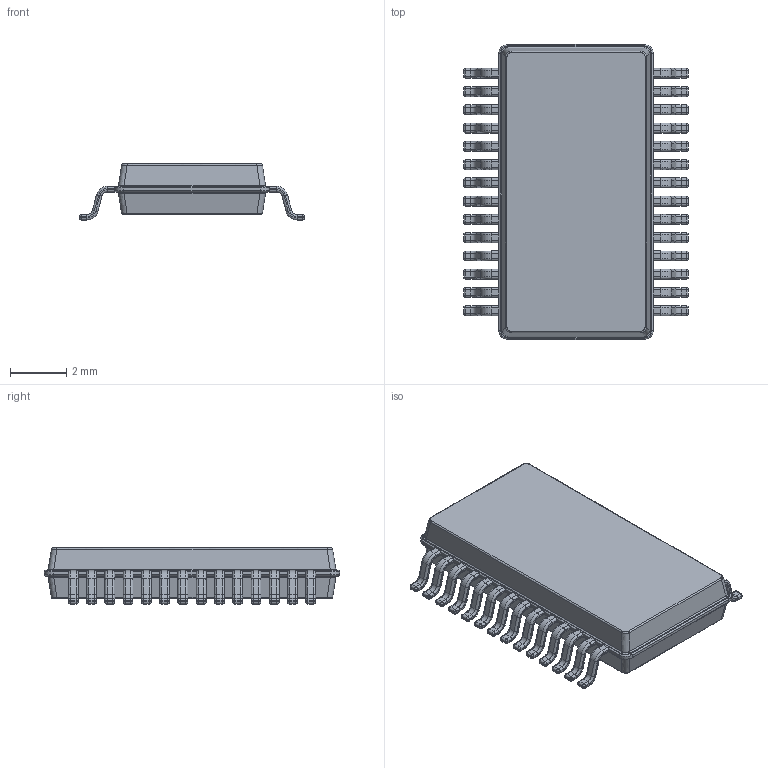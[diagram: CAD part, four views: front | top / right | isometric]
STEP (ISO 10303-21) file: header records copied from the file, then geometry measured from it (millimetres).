
FILE_DESCRIPTION(('FreeCAD Model'),'2;1');
FILE_NAME('Open CASCADE Shape Model','2023-08-13T15:33:28',(''),(''), 'Open CASCADE STEP processor 7.6','FreeCAD','Unknown');
FILE_SCHEMA(('AUTOMOTIVE_DESIGN { 1 0 10303 214 1 1 1 1 }'));
Length unit declared in the file: millimetre
Products named in the file (5): SOIC; Case; Terminals; Terminals_OneSide; Terminals_OneSide_Single
Assembly tree (18 placements, depth 4):
  SOIC
    Case
    Terminals
      Terminals_OneSide  x2
        Terminals_OneSide_Single
Bounding box: 8 x 10.5 x 2 mm (x, y, z)
Volume: 97.9 mm3; surface area: 213.6 mm2
Topology: 29 solids, 29 shells, 1252 faces, 2856 edges, 1552 vertices
Faces by surface type: cylinder 572, plane 288, torus 232, sphere 112, bspline 48
Entity records: 11337 total; most frequent: CARTESIAN_POINT 6453, DIRECTION 800, ORIENTED_EDGE 520, PCURVE 520, DEFINITIONAL_REPRESENTATION 520, LINE 456, VECTOR 456, EDGE_CURVE 260
